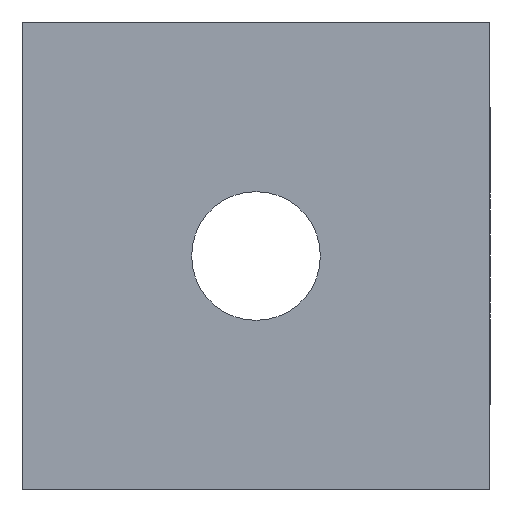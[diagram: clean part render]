
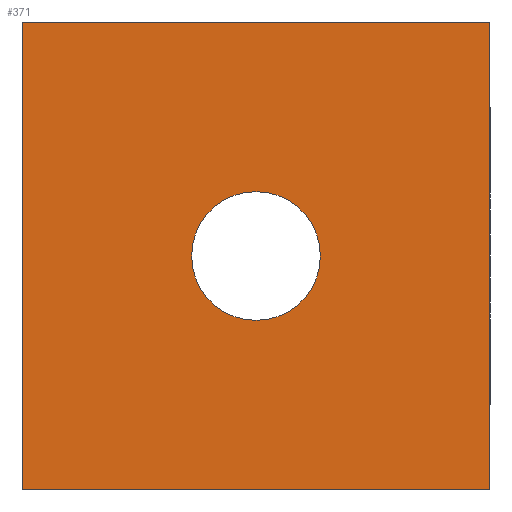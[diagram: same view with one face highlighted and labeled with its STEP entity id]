
A CAD part, left-side view. The second image highlights one B-rep face of the part: STEP entity #371.
In plain terms, the highlighted planar face has unit normal (-1, 0, 0).
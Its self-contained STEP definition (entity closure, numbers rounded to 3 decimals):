
#24 = FACE_OUTER_BOUND ( 'NONE', #145, .T. ) ;
#27 = FACE_BOUND ( 'NONE', #543, .T. ) ;
#32 = LINE ( 'NONE', #159, #40 ) ;
#40 = VECTOR ( 'NONE', #154, 1000. ) ;
#51 = VERTEX_POINT ( 'NONE', #97 ) ;
#52 = VERTEX_POINT ( 'NONE', #107 ) ;
#53 = VERTEX_POINT ( 'NONE', #92 ) ;
#55 = VERTEX_POINT ( 'NONE', #91 ) ;
#91 = CARTESIAN_POINT ( 'NONE',  ( 0., 20., 0. ) ) ;
#92 = CARTESIAN_POINT ( 'NONE',  ( 0., 0., 0. ) ) ;
#97 = CARTESIAN_POINT ( 'NONE',  ( 0., 0., 20. ) ) ;
#107 = CARTESIAN_POINT ( 'NONE',  ( 0., 20., 20. ) ) ;
#110 = LINE ( 'NONE', #238, #111 ) ;
#111 = VECTOR ( 'NONE', #256, 1000. ) ;
#114 = LINE ( 'NONE', #286, #115 ) ;
#115 = VECTOR ( 'NONE', #279, 1000. ) ;
#125 = CIRCLE ( 'NONE', #481, 2.75 ) ;
#131 = CIRCLE ( 'NONE', #477, 2.75 ) ;
#138 = LINE ( 'NONE', #255, #141 ) ;
#141 = VECTOR ( 'NONE', #210, 1000. ) ;
#145 = EDGE_LOOP ( 'NONE', ( #392, #391, #394, #442 ) ) ;
#154 = DIRECTION ( 'NONE',  ( 0., 0., -1. ) ) ;
#159 = CARTESIAN_POINT ( 'NONE',  ( 0., 0., 20. ) ) ;
#170 = CARTESIAN_POINT ( 'NONE',  ( 0., 10., 7.25 ) ) ;
#174 = CARTESIAN_POINT ( 'NONE',  ( 0., 10., 12.75 ) ) ;
#180 = CARTESIAN_POINT ( 'NONE',  ( 0., 10., 10. ) ) ;
#183 = CARTESIAN_POINT ( 'NONE',  ( 0., 10., 10. ) ) ;
#187 = DIRECTION ( 'NONE',  ( 0., 0., -1. ) ) ;
#200 = PLANE ( 'NONE',  #486 ) ;
#201 = DIRECTION ( 'NONE',  ( 1., 0., 0. ) ) ;
#210 = DIRECTION ( 'NONE',  ( 0., -1., 0. ) ) ;
#223 = DIRECTION ( 'NONE',  ( 1., 0., 0. ) ) ;
#238 = CARTESIAN_POINT ( 'NONE',  ( 0., 20., 20. ) ) ;
#245 = DIRECTION ( 'NONE',  ( 0., 0., -1. ) ) ;
#255 = CARTESIAN_POINT ( 'NONE',  ( 0., 20., 0. ) ) ;
#256 = DIRECTION ( 'NONE',  ( 0., -1., 0. ) ) ;
#263 = DIRECTION ( 'NONE',  ( 1., 0., 0. ) ) ;
#265 = CARTESIAN_POINT ( 'NONE',  ( 0., 20., 20. ) ) ;
#276 = DIRECTION ( 'NONE',  ( 0., 1., 0. ) ) ;
#279 = DIRECTION ( 'NONE',  ( 0., 0., -1. ) ) ;
#286 = CARTESIAN_POINT ( 'NONE',  ( 0., 20., 20. ) ) ;
#371 = ADVANCED_FACE ( 'NONE', ( #27, #24 ), #200, .F. ) ;
#376 = ORIENTED_EDGE ( 'NONE', *, *, #524, .T. ) ;
#391 = ORIENTED_EDGE ( 'NONE', *, *, #503, .F. ) ;
#392 = ORIENTED_EDGE ( 'NONE', *, *, #530, .T. ) ;
#394 = ORIENTED_EDGE ( 'NONE', *, *, #511, .F. ) ;
#396 = ORIENTED_EDGE ( 'NONE', *, *, #520, .T. ) ;
#442 = ORIENTED_EDGE ( 'NONE', *, *, #513, .T. ) ;
#448 = VERTEX_POINT ( 'NONE', #174 ) ;
#449 = VERTEX_POINT ( 'NONE', #170 ) ;
#477 = AXIS2_PLACEMENT_3D ( 'NONE', #183, #263, #187 ) ;
#481 = AXIS2_PLACEMENT_3D ( 'NONE', #180, #223, #245 ) ;
#486 = AXIS2_PLACEMENT_3D ( 'NONE', #265, #201, #276 ) ;
#503 = EDGE_CURVE ( 'NONE', #51, #53, #32, .T. ) ;
#511 = EDGE_CURVE ( 'NONE', #52, #51, #110, .T. ) ;
#513 = EDGE_CURVE ( 'NONE', #52, #55, #114, .T. ) ;
#520 = EDGE_CURVE ( 'NONE', #448, #449, #125, .T. ) ;
#524 = EDGE_CURVE ( 'NONE', #449, #448, #131, .T. ) ;
#530 = EDGE_CURVE ( 'NONE', #55, #53, #138, .T. ) ;
#543 = EDGE_LOOP ( 'NONE', ( #376, #396 ) ) ;
